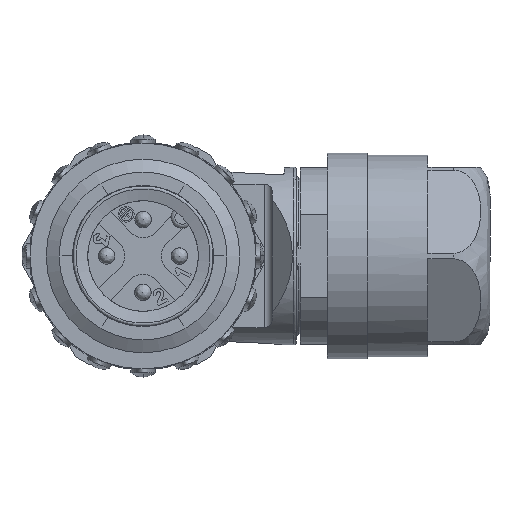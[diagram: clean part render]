
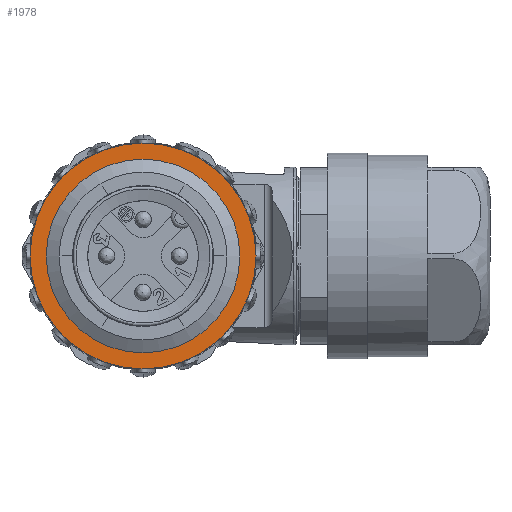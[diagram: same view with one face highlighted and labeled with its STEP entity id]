
A CAD part, left-side view. The second image highlights one B-rep face of the part: STEP entity #1978.
In plain terms, the highlighted planar face has unit normal (-1, 0, 0).
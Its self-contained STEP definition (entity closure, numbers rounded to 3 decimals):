
#419=FACE_BOUND('',#3968,.T.);
#420=FACE_BOUND('',#3969,.T.);
#1031=PLANE('',#17566);
#1978=ADVANCED_FACE('',(#419,#420),#1031,.T.);
#3968=EDGE_LOOP('',(#8324));
#3969=EDGE_LOOP('',(#8325));
#4557=CIRCLE('',#17552,12.);
#4562=CIRCLE('',#17565,14.);
#8324=ORIENTED_EDGE('',*,*,#12763,.F.);
#8325=ORIENTED_EDGE('',*,*,#12768,.T.);
#10608=VERTEX_POINT('',#26583);
#10610=VERTEX_POINT('',#26598);
#12763=EDGE_CURVE('',#10608,#10608,#4557,.T.);
#12768=EDGE_CURVE('',#10610,#10610,#4562,.T.);
#17552=AXIS2_PLACEMENT_3D('',#26582,#21283,#21284);
#17565=AXIS2_PLACEMENT_3D('',#26597,#21309,#21310);
#17566=AXIS2_PLACEMENT_3D('',#26599,#21311,#21312);
#21283=DIRECTION('',(-1.,0.,0.));
#21284=DIRECTION('',(0.,0.,1.));
#21309=DIRECTION('',(-1.,0.,0.));
#21310=DIRECTION('',(0.,-1.,0.));
#21311=DIRECTION('',(-1.,0.,0.));
#21312=DIRECTION('',(0.,0.,1.));
#26582=CARTESIAN_POINT('',(25.,0.,0.));
#26583=CARTESIAN_POINT('',(25.,0.,12.));
#26597=CARTESIAN_POINT('',(25.,0.,0.));
#26598=CARTESIAN_POINT('',(25.,-14.,0.));
#26599=CARTESIAN_POINT('',(25.,0.,0.));
